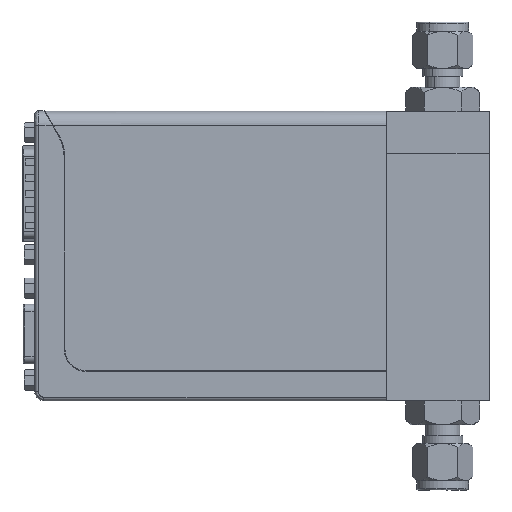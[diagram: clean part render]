
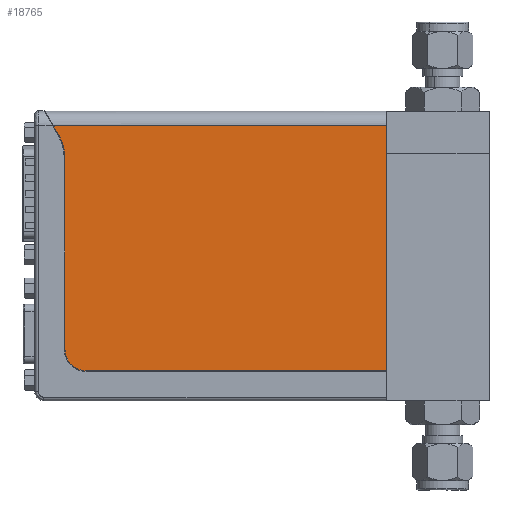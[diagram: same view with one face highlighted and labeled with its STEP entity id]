
A CAD part, left-side view. The second image highlights one B-rep face of the part: STEP entity #18765.
In plain terms, the highlighted planar face has unit normal (-1, 0, 0).
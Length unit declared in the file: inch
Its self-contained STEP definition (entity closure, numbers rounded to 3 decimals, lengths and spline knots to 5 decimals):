
#110 = ORIENTED_EDGE ( 'NONE', *, *, #18471, .F. ) ;
#1609 = DIRECTION ( 'NONE',  ( 0., -1., 0. ) ) ;
#1715 = ORIENTED_EDGE ( 'NONE', *, *, #3379, .F. ) ;
#2212 = ORIENTED_EDGE ( 'NONE', *, *, #20032, .F. ) ;
#2259 = PLANE ( 'NONE',  #12904 ) ;
#2649 = CARTESIAN_POINT ( 'NONE',  ( -0.55856, 1.10236, 1.39567 ) ) ;
#2783 = VECTOR ( 'NONE', #17446, 39.37008 ) ;
#2933 = CARTESIAN_POINT ( 'NONE',  ( -0.55856, 4.32283, -1.23031 ) ) ;
#2938 = DIRECTION ( 'NONE',  ( 1., 0., 0. ) ) ;
#3379 = EDGE_CURVE ( 'NONE', #3741, #10745, #4461, .T. ) ;
#3741 = VERTEX_POINT ( 'NONE', #2649 ) ;
#3973 = CARTESIAN_POINT ( 'NONE',  ( -0.55856, 5.02362, 1.05545 ) ) ;
#3994 = AXIS2_PLACEMENT_3D ( 'NONE', #3973, #16572, #5801 ) ;
#4068 = CARTESIAN_POINT ( 'NONE',  ( -0.55856, 4.32283, -1.00197 ) ) ;
#4461 = LINE ( 'NONE', #16832, #23093 ) ;
#4722 = VERTEX_POINT ( 'NONE', #6187 ) ;
#5188 = AXIS2_PLACEMENT_3D ( 'NONE', #13723, #2938, #15510 ) ;
#5801 = DIRECTION ( 'NONE',  ( 0., 1., 0. ) ) ;
#5886 = DIRECTION ( 'NONE',  ( 0., -1., 0. ) ) ;
#6187 = CARTESIAN_POINT ( 'NONE',  ( -0.55856, 4.61448, 1.29167 ) ) ;
#6913 = LINE ( 'NONE', #15983, #20772 ) ;
#8241 = LINE ( 'NONE', #2933, #20956 ) ;
#8243 = CARTESIAN_POINT ( 'NONE',  ( -0.55856, 4.55118, -1.00197 ) ) ;
#8475 = CARTESIAN_POINT ( 'NONE',  ( -0.55856, 4.61448, 1.29167 ) ) ;
#9741 = ORIENTED_EDGE ( 'NONE', *, *, #16733, .F. ) ;
#9835 = LINE ( 'NONE', #8475, #2783 ) ;
#10498 = ORIENTED_EDGE ( 'NONE', *, *, #17717, .F. ) ;
#10745 = VERTEX_POINT ( 'NONE', #13786 ) ;
#11865 = DIRECTION ( 'NONE',  ( 0., 0., 1. ) ) ;
#12466 = ORIENTED_EDGE ( 'NONE', *, *, #18990, .F. ) ;
#12904 = AXIS2_PLACEMENT_3D ( 'NONE', #4068, #16644, #5886 ) ;
#13198 = EDGE_LOOP ( 'NONE', ( #18102, #110, #10498, #2212, #12466, #9741, #1715 ) ) ;
#13649 = VERTEX_POINT ( 'NONE', #17746 ) ;
#13723 = CARTESIAN_POINT ( 'NONE',  ( -0.55856, 4.32283, -1.00197 ) ) ;
#13786 = CARTESIAN_POINT ( 'NONE',  ( -0.55856, 1.10236, -1.23031 ) ) ;
#13969 = VECTOR ( 'NONE', #11865, 39.37008 ) ;
#15510 = DIRECTION ( 'NONE',  ( 0., 1., 0. ) ) ;
#15983 = CARTESIAN_POINT ( 'NONE',  ( -0.55856, 4.32283, 1.39567 ) ) ;
#16105 = VERTEX_POINT ( 'NONE', #18278 ) ;
#16572 = DIRECTION ( 'NONE',  ( -1., 0., 0. ) ) ;
#16644 = DIRECTION ( 'NONE',  ( 1., 0., 0. ) ) ;
#16733 = EDGE_CURVE ( 'NONE', #10745, #18013, #8241, .T. ) ;
#16832 = CARTESIAN_POINT ( 'NONE',  ( -0.55856, 1.10236, -1.00197 ) ) ;
#16900 = DIRECTION ( 'NONE',  ( 0., 0., -1. ) ) ;
#17446 = DIRECTION ( 'NONE',  ( 0., 0.5, 0.866 ) ) ;
#17677 = CIRCLE ( 'NONE', #5188, 0.22835 ) ;
#17717 = EDGE_CURVE ( 'NONE', #16105, #4722, #18920, .T. ) ;
#17746 = CARTESIAN_POINT ( 'NONE',  ( -0.55856, 4.67452, 1.39567 ) ) ;
#18013 = VERTEX_POINT ( 'NONE', #22825 ) ;
#18102 = ORIENTED_EDGE ( 'NONE', *, *, #20742, .F. ) ;
#18278 = CARTESIAN_POINT ( 'NONE',  ( -0.55856, 4.55118, 1.05545 ) ) ;
#18471 = EDGE_CURVE ( 'NONE', #4722, #13649, #9835, .T. ) ;
#18765 = ADVANCED_FACE ( 'NONE', ( #21125 ), #2259, .F. ) ;
#18794 = LINE ( 'NONE', #8243, #13969 ) ;
#18882 = CARTESIAN_POINT ( 'NONE',  ( -0.55856, 4.55118, -1.00197 ) ) ;
#18920 = CIRCLE ( 'NONE', #3994, 0.47244 ) ;
#18990 = EDGE_CURVE ( 'NONE', #18013, #21370, #17677, .T. ) ;
#20032 = EDGE_CURVE ( 'NONE', #21370, #16105, #18794, .T. ) ;
#20742 = EDGE_CURVE ( 'NONE', #13649, #3741, #6913, .T. ) ;
#20772 = VECTOR ( 'NONE', #1609, 39.37008 ) ;
#20956 = VECTOR ( 'NONE', #22754, 39.37008 ) ;
#21125 = FACE_OUTER_BOUND ( 'NONE', #13198, .T. ) ;
#21370 = VERTEX_POINT ( 'NONE', #18882 ) ;
#22754 = DIRECTION ( 'NONE',  ( 0., 1., 0. ) ) ;
#22825 = CARTESIAN_POINT ( 'NONE',  ( -0.55856, 4.32283, -1.23031 ) ) ;
#23093 = VECTOR ( 'NONE', #16900, 39.37008 ) ;
